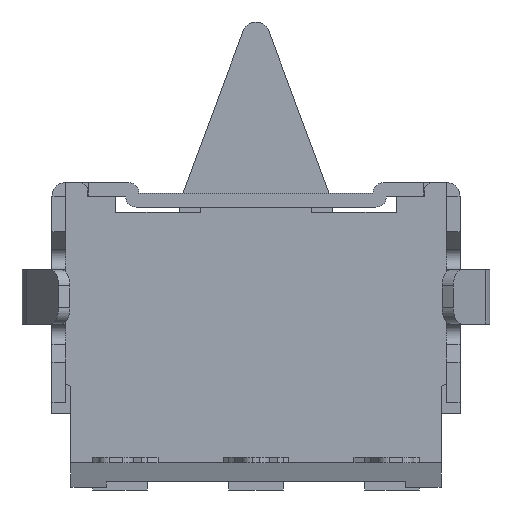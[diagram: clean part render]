
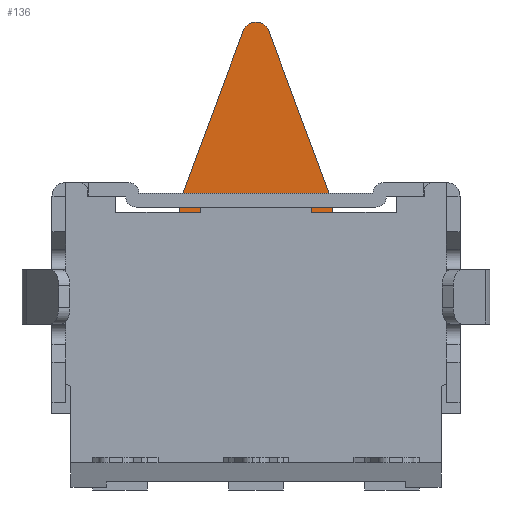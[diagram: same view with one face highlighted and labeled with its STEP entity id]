
A CAD part, front view. The second image highlights one B-rep face of the part: STEP entity #136.
In plain terms, the highlighted planar face has unit normal (0, -1, 0).
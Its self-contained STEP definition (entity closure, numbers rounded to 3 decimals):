
#136 = ADVANCED_FACE ( 'NONE', ( #2263 ), #9107, .T. ) ;
#1327 = EDGE_CURVE ( 'NONE', #10067, #10313, #6775, .T. ) ;
#1328 = EDGE_CURVE ( 'NONE', #10313, #10311, #6776, .T. ) ;
#1329 = EDGE_CURVE ( 'NONE', #10311, #10310, #6780, .T. ) ;
#1330 = EDGE_CURVE ( 'NONE', #10310, #10309, #6782, .T. ) ;
#1331 = EDGE_CURVE ( 'NONE', #10309, #10052, #6783, .T. ) ;
#1332 = EDGE_CURVE ( 'NONE', #10057, #10335, #6785, .T. ) ;
#1333 = EDGE_CURVE ( 'NONE', #10335, #10307, #6787, .T. ) ;
#1334 = EDGE_CURVE ( 'NONE', #10307, #10086, #6789, .T. ) ;
#2079 = AXIS2_PLACEMENT_3D ( 'NONE', #5104, #5105, #5106 ) ;
#2263 = FACE_OUTER_BOUND ( 'NONE', #10741, .T. ) ;
#3890 = EDGE_CURVE ( 'NONE', #10057, #10052, #8707, .T. ) ;
#3914 = EDGE_CURVE ( 'NONE', #10067, #10086, #8757, .T. ) ;
#4255 = CARTESIAN_POINT ( 'NONE',  ( -1.399, -0.5, 5.045 ) ) ;
#4260 = CARTESIAN_POINT ( 'NONE',  ( -0.724, -0.5, 5.045 ) ) ;
#4270 = CARTESIAN_POINT ( 'NONE',  ( 1.401, -0.5, 5.045 ) ) ;
#4289 = CARTESIAN_POINT ( 'NONE',  ( 0.726, -0.5, 5.045 ) ) ;
#4461 = CARTESIAN_POINT ( 'NONE',  ( 0.726, -0.5, 5.245 ) ) ;
#4463 = CARTESIAN_POINT ( 'NONE',  ( -1.399, -0.5, 5.245 ) ) ;
#4464 = CARTESIAN_POINT ( 'NONE',  ( -0.233, -0.5, 8.383 ) ) ;
#4465 = CARTESIAN_POINT ( 'NONE',  ( 0.235, -0.5, 8.383 ) ) ;
#4467 = CARTESIAN_POINT ( 'NONE',  ( 1.401, -0.5, 5.245 ) ) ;
#4490 = CARTESIAN_POINT ( 'NONE',  ( -0.724, -0.5, 5.245 ) ) ;
#5093 = CARTESIAN_POINT ( 'NONE',  ( 1.401, -0.5, 5.245 ) ) ;
#5094 = CARTESIAN_POINT ( 'NONE',  ( 1.401, -0.5, 5.145 ) ) ;
#5099 = DIRECTION ( 'NONE',  ( -0.348, 0., -0.937 ) ) ;
#5100 = DIRECTION ( 'NONE',  ( 0., 0., 1. ) ) ;
#5101 = CARTESIAN_POINT ( 'NONE',  ( -0.233, -0.5, 8.383 ) ) ;
#5102 = DIRECTION ( 'NONE',  ( -0.348, 0., 0.937 ) ) ;
#5104 = CARTESIAN_POINT ( 'NONE',  ( 0.001, -0.5, 8.295 ) ) ;
#5105 = DIRECTION ( 'NONE',  ( 0., -1., 0. ) ) ;
#5106 = DIRECTION ( 'NONE',  ( 0., 0., -1. ) ) ;
#5107 = CARTESIAN_POINT ( 'NONE',  ( -1.399, -0.5, 5.245 ) ) ;
#5108 = DIRECTION ( 'NONE',  ( 0., 0., -1. ) ) ;
#5109 = CARTESIAN_POINT ( 'NONE',  ( -0.724, -0.5, 8.295 ) ) ;
#5110 = DIRECTION ( 'NONE',  ( 0., 0., 1. ) ) ;
#5111 = CARTESIAN_POINT ( 'NONE',  ( 0.001, -0.5, 5.245 ) ) ;
#5112 = DIRECTION ( 'NONE',  ( 1., 0., 0. ) ) ;
#5113 = CARTESIAN_POINT ( 'NONE',  ( 0.726, -0.5, 8.295 ) ) ;
#5114 = DIRECTION ( 'NONE',  ( 0., 0., -1. ) ) ;
#5604 = ORIENTED_EDGE ( 'NONE', *, *, #3914, .F. ) ;
#5605 = ORIENTED_EDGE ( 'NONE', *, *, #1327, .T. ) ;
#5606 = ORIENTED_EDGE ( 'NONE', *, *, #1328, .T. ) ;
#5607 = ORIENTED_EDGE ( 'NONE', *, *, #1329, .T. ) ;
#5608 = ORIENTED_EDGE ( 'NONE', *, *, #1330, .T. ) ;
#5609 = ORIENTED_EDGE ( 'NONE', *, *, #1331, .T. ) ;
#5610 = ORIENTED_EDGE ( 'NONE', *, *, #3890, .F. ) ;
#5611 = ORIENTED_EDGE ( 'NONE', *, *, #1332, .T. ) ;
#5612 = ORIENTED_EDGE ( 'NONE', *, *, #1333, .T. ) ;
#5613 = ORIENTED_EDGE ( 'NONE', *, *, #1334, .T. ) ;
#6541 = AXIS2_PLACEMENT_3D ( 'NONE', #9124, #9102, #9098 ) ;
#6775 = LINE ( 'NONE', #5094, #6779 ) ;
#6776 = LINE ( 'NONE', #5093, #6781 ) ;
#6779 = VECTOR ( 'NONE', #5100, 1000. ) ;
#6780 = CIRCLE ( 'NONE', #2079, 0.25 ) ;
#6781 = VECTOR ( 'NONE', #5102, 1000. ) ;
#6782 = LINE ( 'NONE', #5101, #6784 ) ;
#6783 = LINE ( 'NONE', #5107, #6786 ) ;
#6784 = VECTOR ( 'NONE', #5099, 1000. ) ;
#6785 = LINE ( 'NONE', #5109, #6788 ) ;
#6786 = VECTOR ( 'NONE', #5108, 1000. ) ;
#6787 = LINE ( 'NONE', #5111, #6790 ) ;
#6788 = VECTOR ( 'NONE', #5110, 1000. ) ;
#6789 = LINE ( 'NONE', #5113, #6792 ) ;
#6790 = VECTOR ( 'NONE', #5112, 1000. ) ;
#6792 = VECTOR ( 'NONE', #5114, 1000. ) ;
#7553 = CARTESIAN_POINT ( 'NONE',  ( -0.724, -0.5, 5.045 ) ) ;
#7571 = DIRECTION ( 'NONE',  ( -1., 0., 0. ) ) ;
#7618 = CARTESIAN_POINT ( 'NONE',  ( -0.724, -0.5, 5.045 ) ) ;
#7620 = DIRECTION ( 'NONE',  ( -1., 0., 0. ) ) ;
#8707 = LINE ( 'NONE', #7553, #8712 ) ;
#8712 = VECTOR ( 'NONE', #7571, 1000. ) ;
#8757 = LINE ( 'NONE', #7618, #8760 ) ;
#8760 = VECTOR ( 'NONE', #7620, 1000. ) ;
#9098 = DIRECTION ( 'NONE',  ( 0., 0., -1. ) ) ;
#9102 = DIRECTION ( 'NONE',  ( 0., -1., 0. ) ) ;
#9107 = PLANE ( 'NONE',  #6541 ) ;
#9124 = CARTESIAN_POINT ( 'NONE',  ( 0.001, -0.5, 8.295 ) ) ;
#10052 = VERTEX_POINT ( 'NONE', #4255 ) ;
#10057 = VERTEX_POINT ( 'NONE', #4260 ) ;
#10067 = VERTEX_POINT ( 'NONE', #4270 ) ;
#10086 = VERTEX_POINT ( 'NONE', #4289 ) ;
#10307 = VERTEX_POINT ( 'NONE', #4461 ) ;
#10309 = VERTEX_POINT ( 'NONE', #4463 ) ;
#10310 = VERTEX_POINT ( 'NONE', #4464 ) ;
#10311 = VERTEX_POINT ( 'NONE', #4465 ) ;
#10313 = VERTEX_POINT ( 'NONE', #4467 ) ;
#10335 = VERTEX_POINT ( 'NONE', #4490 ) ;
#10741 = EDGE_LOOP ( 'NONE', ( #5604, #5605, #5606, #5607, #5608, #5609, #5610, #5611, #5612, #5613 ) ) ;
